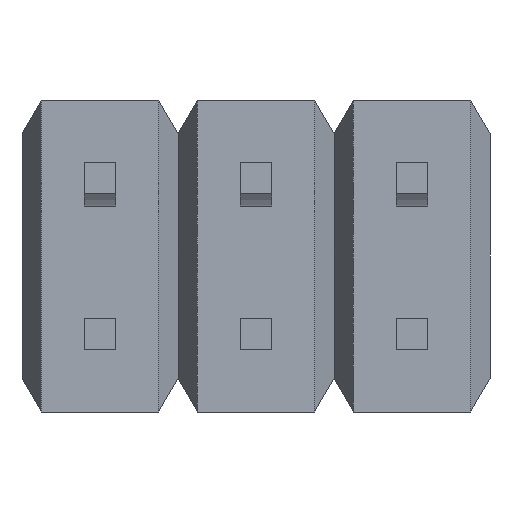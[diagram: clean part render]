
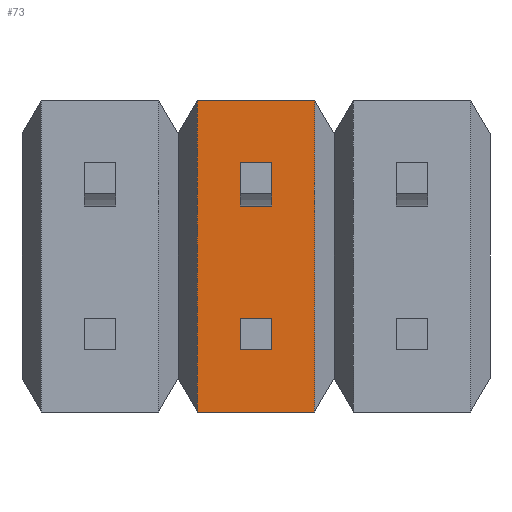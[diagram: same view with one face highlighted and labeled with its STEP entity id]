
A CAD part, front view. The second image highlights one B-rep face of the part: STEP entity #73.
In plain terms, the highlighted planar face has unit normal (0, -1, 0).
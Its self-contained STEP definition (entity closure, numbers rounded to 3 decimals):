
#73=ADVANCED_FACE('',(#214,#215,#216),#217,.F.);
#214=FACE_OUTER_BOUND('',#470,.T.);
#215=FACE_BOUND('',#471,.T.);
#216=FACE_BOUND('',#472,.T.);
#217=PLANE('',#473);
#470=EDGE_LOOP('',(#778,#779,#780,#781));
#471=EDGE_LOOP('',(#782,#783,#784,#785));
#472=EDGE_LOOP('',(#786,#787,#788,#789));
#473=AXIS2_PLACEMENT_3D('',#790,#791,#792);
#778=ORIENTED_EDGE('',*,*,#1662,.F.);
#779=ORIENTED_EDGE('',*,*,#1663,.F.);
#780=ORIENTED_EDGE('',*,*,#1664,.F.);
#781=ORIENTED_EDGE('',*,*,#1665,.T.);
#782=ORIENTED_EDGE('',*,*,#1666,.T.);
#783=ORIENTED_EDGE('',*,*,#1667,.T.);
#784=ORIENTED_EDGE('',*,*,#1668,.F.);
#785=ORIENTED_EDGE('',*,*,#1669,.F.);
#786=ORIENTED_EDGE('',*,*,#1670,.T.);
#787=ORIENTED_EDGE('',*,*,#1671,.T.);
#788=ORIENTED_EDGE('',*,*,#1672,.F.);
#789=ORIENTED_EDGE('',*,*,#1673,.F.);
#790=CARTESIAN_POINT('',(0.0,-1.143,0.0));
#791=DIRECTION('',(-0.0,1.0,0.0));
#792=DIRECTION('',(1.0,0.0,0.0));
#1662=EDGE_CURVE('',#2020,#2021,#2022,.T.);
#1663=EDGE_CURVE('',#2023,#2020,#2024,.T.);
#1664=EDGE_CURVE('',#2025,#2023,#2026,.T.);
#1665=EDGE_CURVE('',#2025,#2021,#2027,.T.);
#1666=EDGE_CURVE('',#2028,#2029,#2030,.T.);
#1667=EDGE_CURVE('',#2029,#2031,#2032,.T.);
#1668=EDGE_CURVE('',#2033,#2031,#2034,.T.);
#1669=EDGE_CURVE('',#2028,#2033,#2035,.T.);
#1670=EDGE_CURVE('',#2036,#2037,#2038,.T.);
#1671=EDGE_CURVE('',#2037,#2039,#2040,.T.);
#1672=EDGE_CURVE('',#2041,#2039,#2042,.T.);
#1673=EDGE_CURVE('',#2036,#2041,#2043,.T.);
#2020=VERTEX_POINT('',#2502);
#2021=VERTEX_POINT('',#2503);
#2022=LINE('',#2504,#2505);
#2023=VERTEX_POINT('',#2506);
#2024=LINE('',#2507,#2508);
#2025=VERTEX_POINT('',#2509);
#2026=LINE('',#2510,#2511);
#2027=LINE('',#2512,#2513);
#2028=VERTEX_POINT('',#2514);
#2029=VERTEX_POINT('',#2515);
#2030=LINE('',#2516,#2517);
#2031=VERTEX_POINT('',#2518);
#2032=LINE('',#2519,#2520);
#2033=VERTEX_POINT('',#2521);
#2034=LINE('',#2522,#2523);
#2035=LINE('',#2524,#2525);
#2036=VERTEX_POINT('',#2526);
#2037=VERTEX_POINT('',#2527);
#2038=LINE('',#2528,#2529);
#2039=VERTEX_POINT('',#2530);
#2040=LINE('',#2531,#2532);
#2041=VERTEX_POINT('',#2533);
#2042=LINE('',#2534,#2535);
#2043=LINE('',#2536,#2537);
#2502=CARTESIAN_POINT('',(-0.953,-1.143,2.54));
#2503=CARTESIAN_POINT('',(0.953,-1.143,2.54));
#2504=CARTESIAN_POINT('',(-0.953,-1.143,2.54));
#2505=VECTOR('',#3138,1.905);
#2506=CARTESIAN_POINT('',(-0.953,-1.143,-2.54));
#2507=CARTESIAN_POINT('',(-0.953,-1.143,-2.54));
#2508=VECTOR('',#3139,5.08);
#2509=CARTESIAN_POINT('',(0.953,-1.143,-2.54));
#2510=CARTESIAN_POINT('',(0.953,-1.143,-2.54));
#2511=VECTOR('',#3140,1.905);
#2512=CARTESIAN_POINT('',(0.953,-1.143,-2.54));
#2513=VECTOR('',#3141,5.08);
#2514=CARTESIAN_POINT('',(-0.254,-1.143,-1.016));
#2515=CARTESIAN_POINT('',(0.254,-1.143,-1.016));
#2516=CARTESIAN_POINT('',(-0.254,-1.143,-1.016));
#2517=VECTOR('',#3142,0.508);
#2518=CARTESIAN_POINT('',(0.254,-1.143,-1.524));
#2519=CARTESIAN_POINT('',(0.254,-1.143,-1.016));
#2520=VECTOR('',#3143,0.508);
#2521=CARTESIAN_POINT('',(-0.254,-1.143,-1.524));
#2522=CARTESIAN_POINT('',(-0.254,-1.143,-1.524));
#2523=VECTOR('',#3144,0.508);
#2524=CARTESIAN_POINT('',(-0.254,-1.143,-1.016));
#2525=VECTOR('',#3145,0.508);
#2526=CARTESIAN_POINT('',(-0.254,-1.143,1.524));
#2527=CARTESIAN_POINT('',(0.254,-1.143,1.524));
#2528=CARTESIAN_POINT('',(-0.254,-1.143,1.524));
#2529=VECTOR('',#3146,0.508);
#2530=CARTESIAN_POINT('',(0.254,-1.143,1.016));
#2531=CARTESIAN_POINT('',(0.254,-1.143,1.524));
#2532=VECTOR('',#3147,0.508);
#2533=CARTESIAN_POINT('',(-0.254,-1.143,1.016));
#2534=CARTESIAN_POINT('',(-0.254,-1.143,1.016));
#2535=VECTOR('',#3148,0.508);
#2536=CARTESIAN_POINT('',(-0.254,-1.143,1.524));
#2537=VECTOR('',#3149,0.508);
#3138=DIRECTION('',(1.0,0.0,0.0));
#3139=DIRECTION('',(0.0,0.0,1.0));
#3140=DIRECTION('',(-1.0,0.0,0.0));
#3141=DIRECTION('',(0.0,0.0,1.0));
#3142=DIRECTION('',(1.0,0.0,0.0));
#3143=DIRECTION('',(0.0,0.0,-1.0));
#3144=DIRECTION('',(1.0,0.0,0.0));
#3145=DIRECTION('',(0.0,0.0,-1.0));
#3146=DIRECTION('',(1.0,0.0,0.0));
#3147=DIRECTION('',(0.0,0.0,-1.0));
#3148=DIRECTION('',(1.0,0.0,0.0));
#3149=DIRECTION('',(0.0,0.0,-1.0));
